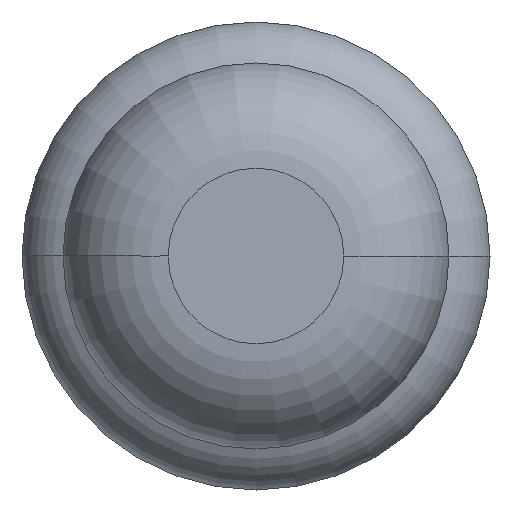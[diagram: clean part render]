
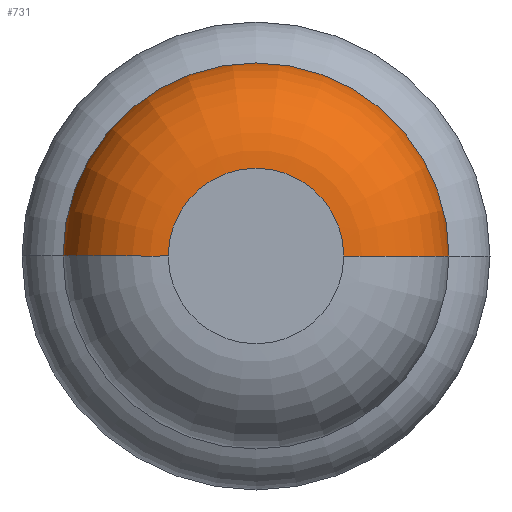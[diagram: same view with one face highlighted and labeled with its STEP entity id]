
A CAD part, front view. The second image highlights one B-rep face of the part: STEP entity #731.
In plain terms, the highlighted toroidal (fillet/blend) face has major radius 0.375 mm and minor radius 0.45 mm.
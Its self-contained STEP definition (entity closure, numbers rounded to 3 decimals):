
#195 = CIRCLE ( 'NONE', #3450, 0.825 ) ;
#515 = DIRECTION ( 'NONE',  ( 0., 0., 1. ) ) ;
#519 = EDGE_CURVE ( 'NONE', #2877, #2244, #3592, .T. ) ;
#616 = AXIS2_PLACEMENT_3D ( 'NONE', #3126, #1992, #3674 ) ;
#663 = EDGE_CURVE ( 'NONE', #2109, #2381, #2952, .T. ) ;
#669 = CARTESIAN_POINT ( 'NONE',  ( 0.375, -32., 0. ) ) ;
#731 = ADVANCED_FACE ( 'Defeature ausgef�hrt1_7', ( #875 ), #2504, .T. ) ;
#809 = DIRECTION ( 'NONE',  ( 1., 0., 0. ) ) ;
#843 = CIRCLE ( 'NONE', #3564, 0.375 ) ;
#875 = FACE_OUTER_BOUND ( 'NONE', #1472, .T. ) ;
#941 = AXIS2_PLACEMENT_3D ( 'NONE', #1616, #515, #1879 ) ;
#961 = DIRECTION ( 'NONE',  ( 0., -1., 0. ) ) ;
#1378 = CARTESIAN_POINT ( 'NONE',  ( 0.825, -31.55, 0. ) ) ;
#1395 = CARTESIAN_POINT ( 'NONE',  ( -0.375, -32., 0. ) ) ;
#1472 = EDGE_LOOP ( 'NONE', ( #3552, #2964, #3216, #1968 ) ) ;
#1602 = CARTESIAN_POINT ( 'NONE',  ( 0., -32., 0. ) ) ;
#1616 = CARTESIAN_POINT ( 'NONE',  ( -0.375, -31.55, 0. ) ) ;
#1843 = DIRECTION ( 'NONE',  ( -1., 0., 0. ) ) ;
#1879 = DIRECTION ( 'NONE',  ( 1., 0., 0. ) ) ;
#1968 = ORIENTED_EDGE ( 'NONE', *, *, #519, .F. ) ;
#1992 = DIRECTION ( 'NONE',  ( 0., -1., 0. ) ) ;
#2078 = DIRECTION ( 'NONE',  ( 1., 0., 0. ) ) ;
#2109 = VERTEX_POINT ( 'NONE', #2455 ) ;
#2197 = EDGE_CURVE ( 'Defeature ausgef�hrt1_6+Defeature ausgef�hrt1_7+Defeature ausgef�hrt1_7+Defeature ausgef�hrt1_7', #2244, #2381, #843, .T. ) ;
#2202 = CARTESIAN_POINT ( 'NONE',  ( 0., -31.55, 0. ) ) ;
#2244 = VERTEX_POINT ( 'NONE', #669 ) ;
#2290 = EDGE_CURVE ( 'Defeature ausgef�hrt1_7+Defeature ausgef�hrt1_8+Defeature ausgef�hrt1_8+Defeature ausgef�hrt1_8', #2877, #2109, #195, .T. ) ;
#2381 = VERTEX_POINT ( 'NONE', #1395 ) ;
#2455 = CARTESIAN_POINT ( 'NONE',  ( -0.825, -31.55, 0. ) ) ;
#2504 = TOROIDAL_SURFACE ( 'NONE', #616, 0.375, 0.45 ) ;
#2669 = CARTESIAN_POINT ( 'NONE',  ( 0.375, -31.55, 0. ) ) ;
#2740 = AXIS2_PLACEMENT_3D ( 'NONE', #2669, #2957, #1843 ) ;
#2877 = VERTEX_POINT ( 'NONE', #1378 ) ;
#2952 = CIRCLE ( 'NONE', #941, 0.45 ) ;
#2957 = DIRECTION ( 'NONE',  ( 0., 0., -1. ) ) ;
#2964 = ORIENTED_EDGE ( 'NONE', *, *, #663, .T. ) ;
#3126 = CARTESIAN_POINT ( 'NONE',  ( 0., -31.55, 0. ) ) ;
#3216 = ORIENTED_EDGE ( 'NONE', *, *, #2197, .F. ) ;
#3350 = DIRECTION ( 'NONE',  ( 0., -1., 0. ) ) ;
#3450 = AXIS2_PLACEMENT_3D ( 'NONE', #2202, #3350, #809 ) ;
#3552 = ORIENTED_EDGE ( 'NONE', *, *, #2290, .T. ) ;
#3564 = AXIS2_PLACEMENT_3D ( 'NONE', #1602, #961, #2078 ) ;
#3592 = CIRCLE ( 'NONE', #2740, 0.45 ) ;
#3674 = DIRECTION ( 'NONE',  ( 1., 0., 0. ) ) ;
